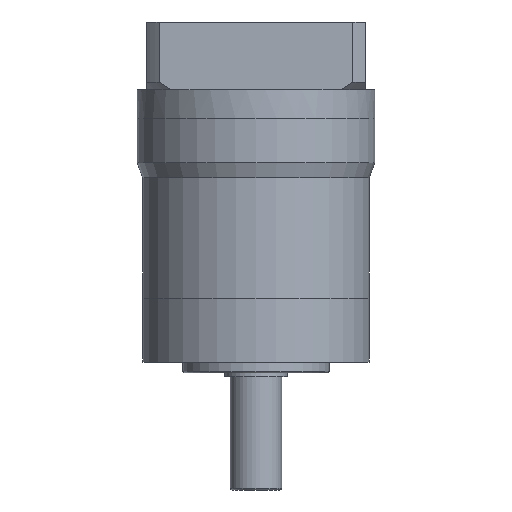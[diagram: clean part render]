
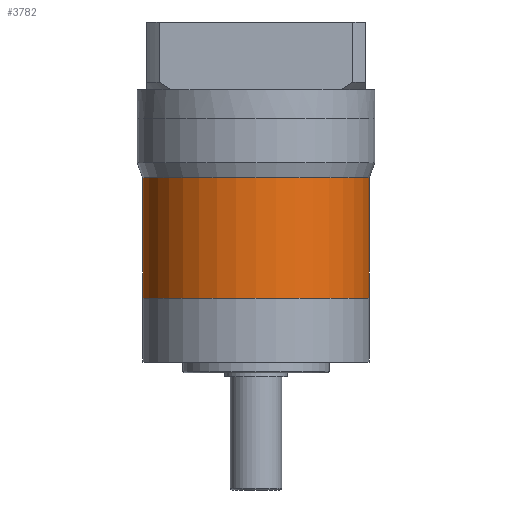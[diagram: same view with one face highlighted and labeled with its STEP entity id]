
A CAD part, front view. The second image highlights one B-rep face of the part: STEP entity #3782.
In plain terms, the highlighted cylindrical face has radius 31 mm (diameter 62 mm), a partial arc.
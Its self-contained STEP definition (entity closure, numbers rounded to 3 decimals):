
#51 = VERTEX_POINT ( 'NONE', #4794 ) ;
#135 = AXIS2_PLACEMENT_3D ( 'NONE', #996, #763, #572 ) ;
#323 = VECTOR ( 'NONE', #5494, 1000. ) ;
#326 = EDGE_CURVE ( 'NONE', #5820, #1352, #5429, .T. ) ;
#377 = EDGE_LOOP ( 'NONE', ( #7857, #4544, #7063, #6873 ) ) ;
#572 = DIRECTION ( 'NONE',  ( 1., 0., 0. ) ) ;
#763 = DIRECTION ( 'NONE',  ( 0., 0., 1. ) ) ;
#996 = CARTESIAN_POINT ( 'NONE',  ( 0., 0., -74.5 ) ) ;
#1352 = VERTEX_POINT ( 'NONE', #7341 ) ;
#1746 = CARTESIAN_POINT ( 'NONE',  ( -31., 0., -74.5 ) ) ;
#1758 = DIRECTION ( 'NONE',  ( 0., 0., 1. ) ) ;
#1930 = VECTOR ( 'NONE', #1758, 1000. ) ;
#2372 = EDGE_CURVE ( 'NONE', #4870, #1352, #6745, .T. ) ;
#2532 = EDGE_CURVE ( 'NONE', #51, #4870, #4084, .T. ) ;
#2951 = CARTESIAN_POINT ( 'NONE',  ( 0., 0., -57. ) ) ;
#3015 = DIRECTION ( 'NONE',  ( 0., 0., -1. ) ) ;
#3072 = DIRECTION ( 'NONE',  ( -1., 0., 0. ) ) ;
#3560 = CARTESIAN_POINT ( 'NONE',  ( 31., 0., -74.5 ) ) ;
#3782 = ADVANCED_FACE ( 'NONE', ( #7482 ), #6499, .T. ) ;
#4084 = CIRCLE ( 'NONE', #7650, 31. ) ;
#4544 = ORIENTED_EDGE ( 'NONE', *, *, #2532, .F. ) ;
#4712 = CARTESIAN_POINT ( 'NONE',  ( 0., 0., -24.12 ) ) ;
#4794 = CARTESIAN_POINT ( 'NONE',  ( 31., 0., -57. ) ) ;
#4870 = VERTEX_POINT ( 'NONE', #7635 ) ;
#4887 = DIRECTION ( 'NONE',  ( 0., 0., -1. ) ) ;
#4888 = AXIS2_PLACEMENT_3D ( 'NONE', #4712, #4887, #4893 ) ;
#4893 = DIRECTION ( 'NONE',  ( 1., 0., 0. ) ) ;
#5429 = CIRCLE ( 'NONE', #4888, 31. ) ;
#5494 = DIRECTION ( 'NONE',  ( 0., 0., 1. ) ) ;
#5820 = VERTEX_POINT ( 'NONE', #6269 ) ;
#6269 = CARTESIAN_POINT ( 'NONE',  ( 31., 0., -24.12 ) ) ;
#6499 = CYLINDRICAL_SURFACE ( 'NONE', #135, 31. ) ;
#6745 = LINE ( 'NONE', #1746, #1930 ) ;
#6873 = ORIENTED_EDGE ( 'NONE', *, *, #326, .T. ) ;
#7063 = ORIENTED_EDGE ( 'NONE', *, *, #8007, .T. ) ;
#7095 = LINE ( 'NONE', #3560, #323 ) ;
#7341 = CARTESIAN_POINT ( 'NONE',  ( -31., 0., -24.12 ) ) ;
#7482 = FACE_OUTER_BOUND ( 'NONE', #377, .T. ) ;
#7635 = CARTESIAN_POINT ( 'NONE',  ( -31., 0., -57. ) ) ;
#7650 = AXIS2_PLACEMENT_3D ( 'NONE', #2951, #3015, #3072 ) ;
#7857 = ORIENTED_EDGE ( 'NONE', *, *, #2372, .F. ) ;
#8007 = EDGE_CURVE ( 'NONE', #51, #5820, #7095, .T. ) ;
